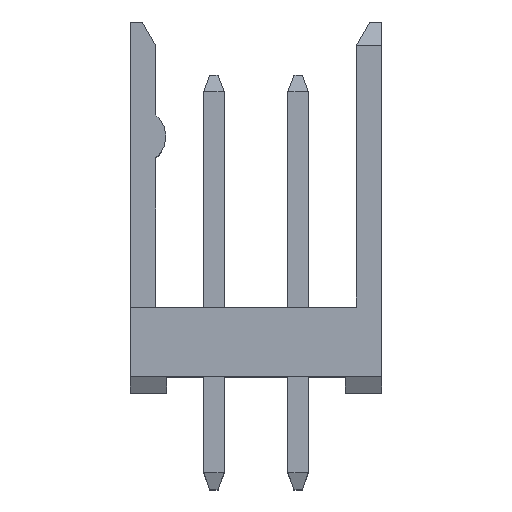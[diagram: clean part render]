
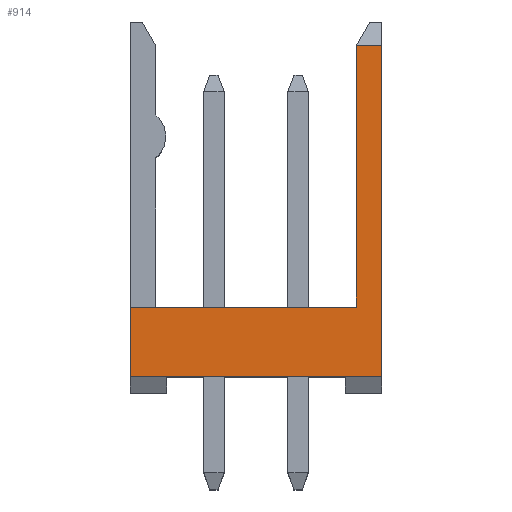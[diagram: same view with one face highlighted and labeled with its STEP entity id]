
A CAD part, top view. The second image highlights one B-rep face of the part: STEP entity #914.
In plain terms, the highlighted planar face has unit normal (0, 0, 1).
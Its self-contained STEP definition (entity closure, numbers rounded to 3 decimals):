
#914 = ADVANCED_FACE( '', ( #1881 ), #1882, .T. );
#1881 = FACE_OUTER_BOUND( '', #2906, .T. );
#1882 = PLANE( '', #2907 );
#2906 = EDGE_LOOP( '', ( #5428, #5429, #5430, #5431, #5432, #5433 ) );
#2907 = AXIS2_PLACEMENT_3D( '', #5434, #5435, #5436 );
#5428 = ORIENTED_EDGE( '', *, *, #6576, .F. );
#5429 = ORIENTED_EDGE( '', *, *, #6750, .T. );
#5430 = ORIENTED_EDGE( '', *, *, #7276, .T. );
#5431 = ORIENTED_EDGE( '', *, *, #7277, .T. );
#5432 = ORIENTED_EDGE( '', *, *, #6660, .T. );
#5433 = ORIENTED_EDGE( '', *, *, #6781, .T. );
#5434 = CARTESIAN_POINT( '', ( 2.119, -1.12, 0.944 ) );
#5435 = DIRECTION( '', ( 0., 0., 1. ) );
#5436 = DIRECTION( '', ( 1., 0., 0. ) );
#6576 = EDGE_CURVE( '', #8028, #8029, #8030, .T. );
#6660 = EDGE_CURVE( '', #8166, #8164, #8167, .T. );
#6750 = EDGE_CURVE( '', #8028, #8302, #8304, .T. );
#6781 = EDGE_CURVE( '', #8164, #8029, #8345, .T. );
#7276 = EDGE_CURVE( '', #8302, #9011, #9012, .T. );
#7277 = EDGE_CURVE( '', #9011, #8166, #9013, .T. );
#8028 = VERTEX_POINT( '', #10054 );
#8029 = VERTEX_POINT( '', #10055 );
#8030 = LINE( '', #10056, #10057 );
#8164 = VERTEX_POINT( '', #10262 );
#8166 = VERTEX_POINT( '', #10265 );
#8167 = LINE( '', #10266, #10267 );
#8302 = VERTEX_POINT( '', #10470 );
#8304 = LINE( '', #10473, #10474 );
#8345 = LINE( '', #10536, #10537 );
#9011 = VERTEX_POINT( '', #11559 );
#9012 = LINE( '', #11560, #11561 );
#9013 = LINE( '', #11562, #11563 );
#10054 = CARTESIAN_POINT( '', ( -0.775, 10.5, 0.944 ) );
#10055 = CARTESIAN_POINT( '', ( 0., 10.5, 0.944 ) );
#10056 = CARTESIAN_POINT( '', ( -0.185, 10.5, 0.944 ) );
#10057 = VECTOR( '', #12054, 1000. );
#10262 = CARTESIAN_POINT( '', ( 0., 0.5, 0.944 ) );
#10265 = CARTESIAN_POINT( '', ( -7.6, 0.5, 0.944 ) );
#10266 = CARTESIAN_POINT( '', ( -23.44, 0.5, 0.944 ) );
#10267 = VECTOR( '', #12127, 1000. );
#10470 = CARTESIAN_POINT( '', ( -0.775, 2.6, 0.944 ) );
#10473 = CARTESIAN_POINT( '', ( -0.775, -45.57, 0.944 ) );
#10474 = VECTOR( '', #12197, 1000. );
#10536 = CARTESIAN_POINT( '', ( 0., -45.57, 0.944 ) );
#10537 = VECTOR( '', #12219, 1000. );
#11559 = CARTESIAN_POINT( '', ( -7.6, 2.6, 0.944 ) );
#11560 = CARTESIAN_POINT( '', ( -23.44, 2.6, 0.944 ) );
#11561 = VECTOR( '', #12576, 1000. );
#11562 = CARTESIAN_POINT( '', ( -7.6, -45.57, 0.944 ) );
#11563 = VECTOR( '', #12577, 1000. );
#12054 = DIRECTION( '', ( 1., 0., 0. ) );
#12127 = DIRECTION( '', ( 1., 0., 0. ) );
#12197 = DIRECTION( '', ( 0., -1., 0. ) );
#12219 = DIRECTION( '', ( 0., 1., 0. ) );
#12576 = DIRECTION( '', ( -1., 0., 0. ) );
#12577 = DIRECTION( '', ( 0., -1., 0. ) );
